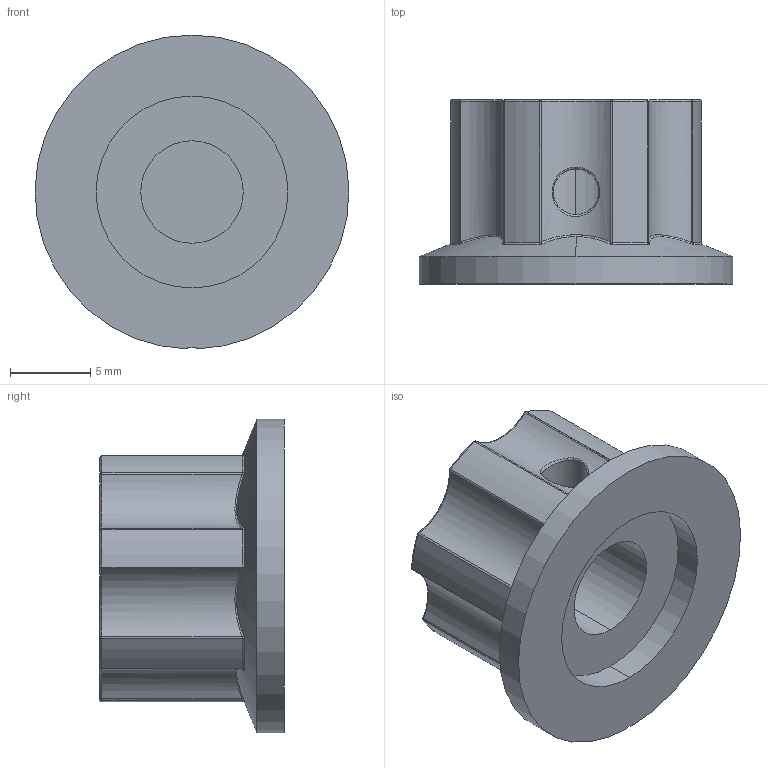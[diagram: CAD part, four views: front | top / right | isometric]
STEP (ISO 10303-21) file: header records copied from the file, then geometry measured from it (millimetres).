
FILE_DESCRIPTION (( 'STEP AP214' ), '1' );
FILE_NAME ('User Library-Eagle Plastic Devices 45KN018-GRX.STEP', '2019-03-22T01:46:25', ( '' ), ( '' ), 'SwSTEP 2.0', 'SolidWorks 2019', '' );
FILE_SCHEMA (( 'AUTOMOTIVE_DESIGN' ));
Length unit declared in the file: inch
Products named in the file (1): User Library-Eagle Plastic Devices 45KN018-GRX
Bounding box: 19.61 x 11.51 x 19.61 mm (x, y, z)
Volume: 1755.3 mm3; surface area: 1416.4 mm2
Topology: 1 solids, 1 shells, 132 faces, 326 edges, 184 vertices
Faces by surface type: cylinder 42, bspline 37, torus 25, sphere 14, plane 12, cone 2
Entity records: 4852 total; most frequent: CARTESIAN_POINT 1875, ORIENTED_EDGE 624, DIRECTION 568, EDGE_CURVE 312, AXIS2_PLACEMENT_3D 251, VERTEX_POINT 184, CIRCLE 155, EDGE_LOOP 136
